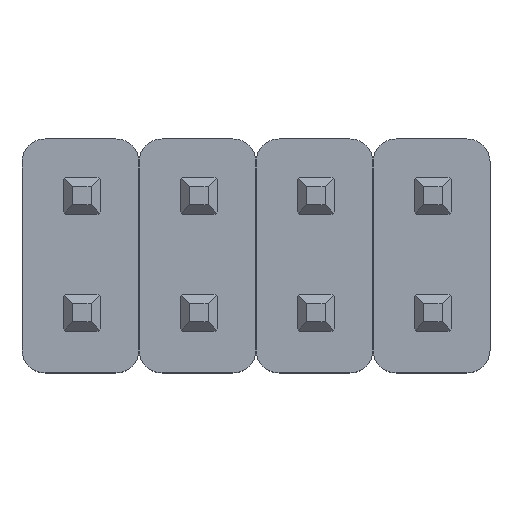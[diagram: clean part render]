
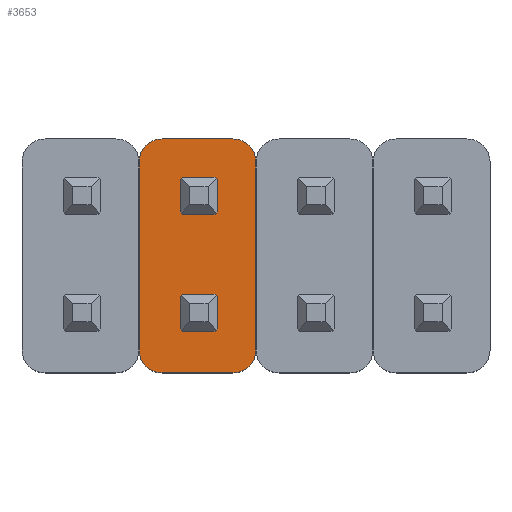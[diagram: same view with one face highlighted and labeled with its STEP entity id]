
A CAD part, top view. The second image highlights one B-rep face of the part: STEP entity #3653.
In plain terms, the highlighted planar face has unit normal (0, 0, 1).
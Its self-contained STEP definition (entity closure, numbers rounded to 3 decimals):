
#21=CIRCLE('',#3875,0.5);
#26=CIRCLE('',#3883,0.5);
#27=CIRCLE('',#3886,0.5);
#28=CIRCLE('',#3889,0.5);
#125=FACE_OUTER_BOUND('',#330,.T.);
#330=EDGE_LOOP('',(#2537,#2538,#2539,#2540,#2541,#2542,#2543,#2544));
#569=LINE('',#5201,#1065);
#575=LINE('',#5221,#1071);
#578=LINE('',#5229,#1074);
#580=LINE('',#5235,#1076);
#1065=VECTOR('',#4210,10.);
#1071=VECTOR('',#4230,10.);
#1074=VECTOR('',#4239,10.);
#1076=VECTOR('',#4247,10.);
#1537=VERTEX_POINT('',#5188);
#1538=VERTEX_POINT('',#5189);
#1542=VERTEX_POINT('',#5199);
#1548=VERTEX_POINT('',#5215);
#1549=VERTEX_POINT('',#5219);
#1550=VERTEX_POINT('',#5223);
#1551=VERTEX_POINT('',#5227);
#1552=VERTEX_POINT('',#5231);
#1909=EDGE_CURVE('',#1537,#1538,#21,.T.);
#1915=EDGE_CURVE('',#1537,#1542,#569,.T.);
#1922=EDGE_CURVE('',#1548,#1542,#26,.T.);
#1925=EDGE_CURVE('',#1548,#1549,#575,.T.);
#1926=EDGE_CURVE('',#1550,#1549,#27,.T.);
#1929=EDGE_CURVE('',#1550,#1551,#578,.T.);
#1930=EDGE_CURVE('',#1552,#1551,#28,.T.);
#1932=EDGE_CURVE('',#1552,#1538,#580,.T.);
#2537=ORIENTED_EDGE('',*,*,#1909,.F.);
#2538=ORIENTED_EDGE('',*,*,#1915,.T.);
#2539=ORIENTED_EDGE('',*,*,#1922,.F.);
#2540=ORIENTED_EDGE('',*,*,#1925,.T.);
#2541=ORIENTED_EDGE('',*,*,#1926,.F.);
#2542=ORIENTED_EDGE('',*,*,#1929,.T.);
#2543=ORIENTED_EDGE('',*,*,#1930,.F.);
#2544=ORIENTED_EDGE('',*,*,#1932,.T.);
#3461=PLANE('',#3891);
#3653=ADVANCED_FACE('',(#125),#3461,.T.);
#3875=AXIS2_PLACEMENT_3D('',#5190,#4200,#4201);
#3883=AXIS2_PLACEMENT_3D('',#5216,#4224,#4225);
#3886=AXIS2_PLACEMENT_3D('',#5224,#4233,#4234);
#3889=AXIS2_PLACEMENT_3D('',#5232,#4242,#4243);
#3891=AXIS2_PLACEMENT_3D('',#5236,#4248,#4249);
#4200=DIRECTION('center_axis',(0.,0.,-1.));
#4201=DIRECTION('ref_axis',(1.,0.,0.));
#4210=DIRECTION('',(-1.,0.,0.));
#4224=DIRECTION('center_axis',(0.,0.,-1.));
#4225=DIRECTION('ref_axis',(0.,1.,0.));
#4230=DIRECTION('',(0.,-1.,0.));
#4233=DIRECTION('center_axis',(0.,0.,-1.));
#4234=DIRECTION('ref_axis',(-1.,0.,0.));
#4239=DIRECTION('',(1.,0.,0.));
#4242=DIRECTION('center_axis',(0.,0.,-1.));
#4243=DIRECTION('ref_axis',(0.,-1.,0.));
#4247=DIRECTION('',(0.,1.,0.));
#4248=DIRECTION('center_axis',(0.,0.,1.));
#4249=DIRECTION('ref_axis',(1.,0.,0.));
#5188=CARTESIAN_POINT('',(-0.5,2.54,1.5));
#5189=CARTESIAN_POINT('',(0.,2.04,1.5));
#5190=CARTESIAN_POINT('Origin',(-0.5,2.04,1.5));
#5199=CARTESIAN_POINT('',(-2.04,2.54,1.5));
#5201=CARTESIAN_POINT('',(-0.5,2.54,1.5));
#5215=CARTESIAN_POINT('',(-2.54,2.04,1.5));
#5216=CARTESIAN_POINT('Origin',(-2.04,2.04,1.5));
#5219=CARTESIAN_POINT('',(-2.54,-2.04,1.5));
#5221=CARTESIAN_POINT('',(-2.54,2.04,1.5));
#5223=CARTESIAN_POINT('',(-2.04,-2.54,1.5));
#5224=CARTESIAN_POINT('Origin',(-2.04,-2.04,1.5));
#5227=CARTESIAN_POINT('',(-0.5,-2.54,1.5));
#5229=CARTESIAN_POINT('',(-2.04,-2.54,1.5));
#5231=CARTESIAN_POINT('',(0.,-2.04,1.5));
#5232=CARTESIAN_POINT('Origin',(-0.5,-2.04,1.5));
#5235=CARTESIAN_POINT('',(0.,-2.04,1.5));
#5236=CARTESIAN_POINT('Origin',(-1.27,-2.55,1.5));
